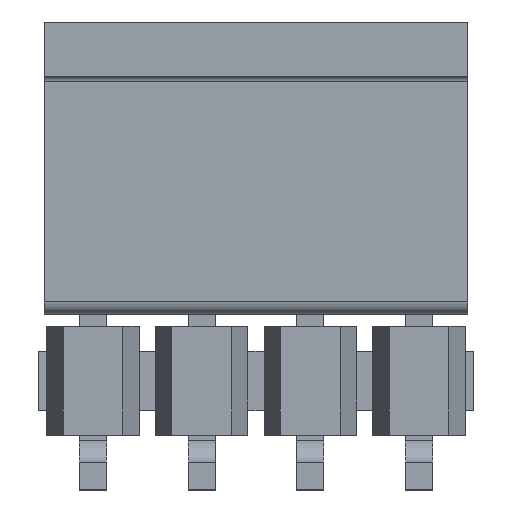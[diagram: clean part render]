
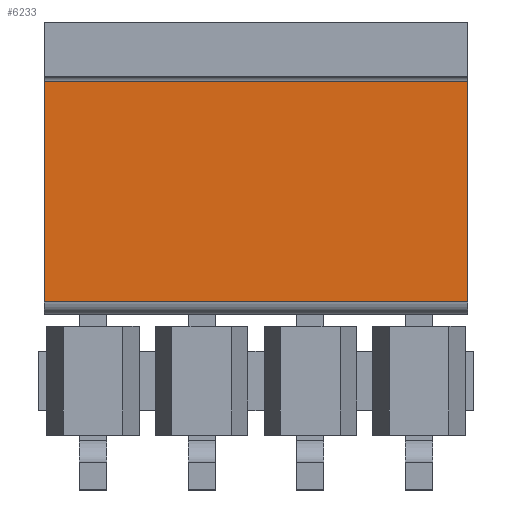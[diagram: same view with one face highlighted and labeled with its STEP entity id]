
A CAD part, top view. The second image highlights one B-rep face of the part: STEP entity #6233.
In plain terms, the highlighted planar face has unit normal (0, 0, 1).
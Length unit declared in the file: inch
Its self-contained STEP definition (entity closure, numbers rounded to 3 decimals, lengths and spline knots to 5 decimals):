
#893=ORIENTED_EDGE('',*,*,#2342,.T.);
#894=ORIENTED_EDGE('',*,*,#2343,.F.);
#895=ORIENTED_EDGE('',*,*,#2344,.F.);
#896=ORIENTED_EDGE('',*,*,#2340,.T.);
#2340=EDGE_CURVE('',#3126,#3125,#3827,.T.);
#2342=EDGE_CURVE('',#3125,#3127,#3828,.T.);
#2343=EDGE_CURVE('',#3128,#3127,#3829,.T.);
#2344=EDGE_CURVE('',#3126,#3128,#3830,.T.);
#3125=VERTEX_POINT('',#9203);
#3126=VERTEX_POINT('',#9205);
#3127=VERTEX_POINT('',#9209);
#3128=VERTEX_POINT('',#9211);
#3827=LINE('',#9204,#4675);
#3828=LINE('',#9208,#4676);
#3829=LINE('',#9210,#4677);
#3830=LINE('',#9212,#4678);
#4675=VECTOR('',#7508,39.37008);
#4676=VECTOR('',#7513,39.37008);
#4677=VECTOR('',#7514,39.37008);
#4678=VECTOR('',#7515,39.37008);
#5303=EDGE_LOOP('',(#893,#894,#895,#896));
#5629=FACE_BOUND('',#5303,.T.);
#5938=PLANE('',#6616);
#6233=ADVANCED_FACE('',(#5629),#5938,.F.);
#6616=AXIS2_PLACEMENT_3D('',#9207,#7511,#7512);
#7508=DIRECTION('',(-1.,0.,0.));
#7511=DIRECTION('',(0.,0.,-1.));
#7512=DIRECTION('',(-1.,0.,0.));
#7513=DIRECTION('',(0.,-1.,0.));
#7514=DIRECTION('',(-1.,0.,0.));
#7515=DIRECTION('',(0.,-1.,0.));
#9203=CARTESIAN_POINT('',(-0.195,-0.055,0.08976));
#9204=CARTESIAN_POINT('',(0.195,-0.055,0.08976));
#9205=CARTESIAN_POINT('',(0.195,-0.055,0.08976));
#9207=CARTESIAN_POINT('',(0.195,-0.055,0.08976));
#9208=CARTESIAN_POINT('',(-0.195,-0.055,0.08976));
#9209=CARTESIAN_POINT('',(-0.195,-0.25748,0.08976));
#9210=CARTESIAN_POINT('',(0.195,-0.25748,0.08976));
#9211=CARTESIAN_POINT('',(0.195,-0.25748,0.08976));
#9212=CARTESIAN_POINT('',(0.195,-0.055,0.08976));
